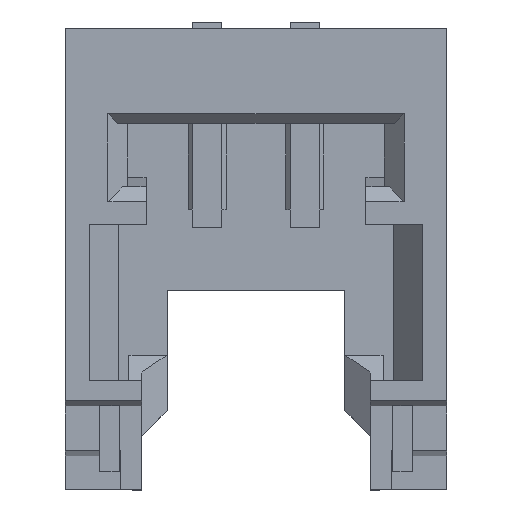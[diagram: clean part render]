
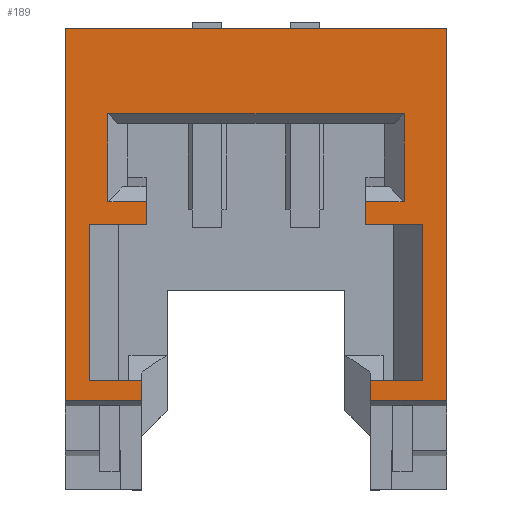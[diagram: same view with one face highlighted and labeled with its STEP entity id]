
A CAD part, top view. The second image highlights one B-rep face of the part: STEP entity #189.
In plain terms, the highlighted planar face has unit normal (0, 0, 1).
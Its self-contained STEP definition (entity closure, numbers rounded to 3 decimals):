
#47=FACE_OUTER_BOUND('',#478,.T.);
#189=ADVANCED_FACE('',(#47),#332,.T.);
#332=PLANE('',#2942);
#478=EDGE_LOOP('',(#692,#693,#694,#695,#696,#697,#698,#699,#700,#701,#702,
#703,#704,#705,#706,#707,#708,#709,#710,#711));
#692=ORIENTED_EDGE('',*,*,#1781,.T.);
#693=ORIENTED_EDGE('',*,*,#1782,.T.);
#694=ORIENTED_EDGE('',*,*,#1783,.F.);
#695=ORIENTED_EDGE('',*,*,#1784,.F.);
#696=ORIENTED_EDGE('',*,*,#1785,.F.);
#697=ORIENTED_EDGE('',*,*,#1786,.F.);
#698=ORIENTED_EDGE('',*,*,#1787,.F.);
#699=ORIENTED_EDGE('',*,*,#1788,.T.);
#700=ORIENTED_EDGE('',*,*,#1789,.T.);
#701=ORIENTED_EDGE('',*,*,#1790,.T.);
#702=ORIENTED_EDGE('',*,*,#1791,.T.);
#703=ORIENTED_EDGE('',*,*,#1792,.F.);
#704=ORIENTED_EDGE('',*,*,#1793,.F.);
#705=ORIENTED_EDGE('',*,*,#1794,.F.);
#706=ORIENTED_EDGE('',*,*,#1795,.F.);
#707=ORIENTED_EDGE('',*,*,#1796,.F.);
#708=ORIENTED_EDGE('',*,*,#1797,.F.);
#709=ORIENTED_EDGE('',*,*,#1798,.T.);
#710=ORIENTED_EDGE('',*,*,#1799,.T.);
#711=ORIENTED_EDGE('',*,*,#1800,.T.);
#1504=VERTEX_POINT('',#3935);
#1505=VERTEX_POINT('',#3936);
#1506=VERTEX_POINT('',#3938);
#1507=VERTEX_POINT('',#3940);
#1508=VERTEX_POINT('',#3942);
#1509=VERTEX_POINT('',#3944);
#1510=VERTEX_POINT('',#3946);
#1511=VERTEX_POINT('',#3948);
#1512=VERTEX_POINT('',#3950);
#1513=VERTEX_POINT('',#3952);
#1514=VERTEX_POINT('',#3954);
#1515=VERTEX_POINT('',#3956);
#1516=VERTEX_POINT('',#3958);
#1517=VERTEX_POINT('',#3960);
#1518=VERTEX_POINT('',#3962);
#1519=VERTEX_POINT('',#3964);
#1520=VERTEX_POINT('',#3966);
#1521=VERTEX_POINT('',#3968);
#1522=VERTEX_POINT('',#3970);
#1523=VERTEX_POINT('',#3972);
#1781=EDGE_CURVE('',#1504,#1505,#2192,.T.);
#1782=EDGE_CURVE('',#1505,#1506,#2193,.T.);
#1783=EDGE_CURVE('',#1507,#1506,#2194,.T.);
#1784=EDGE_CURVE('',#1508,#1507,#2195,.T.);
#1785=EDGE_CURVE('',#1509,#1508,#2196,.T.);
#1786=EDGE_CURVE('',#1510,#1509,#2197,.T.);
#1787=EDGE_CURVE('',#1511,#1510,#2198,.T.);
#1788=EDGE_CURVE('',#1511,#1512,#2199,.T.);
#1789=EDGE_CURVE('',#1512,#1513,#2200,.T.);
#1790=EDGE_CURVE('',#1513,#1514,#2201,.T.);
#1791=EDGE_CURVE('',#1514,#1515,#2202,.T.);
#1792=EDGE_CURVE('',#1516,#1515,#2203,.T.);
#1793=EDGE_CURVE('',#1517,#1516,#2204,.T.);
#1794=EDGE_CURVE('',#1518,#1517,#2205,.T.);
#1795=EDGE_CURVE('',#1519,#1518,#2206,.T.);
#1796=EDGE_CURVE('',#1520,#1519,#2207,.T.);
#1797=EDGE_CURVE('',#1521,#1520,#2208,.T.);
#1798=EDGE_CURVE('',#1521,#1522,#2209,.T.);
#1799=EDGE_CURVE('',#1522,#1523,#2210,.T.);
#1800=EDGE_CURVE('',#1523,#1504,#2211,.T.);
#2192=LINE('',#3934,#2599);
#2193=LINE('',#3937,#2600);
#2194=LINE('',#3939,#2601);
#2195=LINE('',#3941,#2602);
#2196=LINE('',#3943,#2603);
#2197=LINE('',#3945,#2604);
#2198=LINE('',#3947,#2605);
#2199=LINE('',#3949,#2606);
#2200=LINE('',#3951,#2607);
#2201=LINE('',#3953,#2608);
#2202=LINE('',#3955,#2609);
#2203=LINE('',#3957,#2610);
#2204=LINE('',#3959,#2611);
#2205=LINE('',#3961,#2612);
#2206=LINE('',#3963,#2613);
#2207=LINE('',#3965,#2614);
#2208=LINE('',#3967,#2615);
#2209=LINE('',#3969,#2616);
#2210=LINE('',#3971,#2617);
#2211=LINE('',#3973,#2618);
#2599=VECTOR('',#3172,1.);
#2600=VECTOR('',#3173,1.);
#2601=VECTOR('',#3174,1.);
#2602=VECTOR('',#3175,1.);
#2603=VECTOR('',#3176,1.);
#2604=VECTOR('',#3177,1.);
#2605=VECTOR('',#3178,1.);
#2606=VECTOR('',#3179,1.);
#2607=VECTOR('',#3180,1.);
#2608=VECTOR('',#3181,1.);
#2609=VECTOR('',#3182,1.);
#2610=VECTOR('',#3183,1.);
#2611=VECTOR('',#3184,1.);
#2612=VECTOR('',#3185,1.);
#2613=VECTOR('',#3186,1.);
#2614=VECTOR('',#3187,1.);
#2615=VECTOR('',#3188,1.);
#2616=VECTOR('',#3189,1.);
#2617=VECTOR('',#3190,1.);
#2618=VECTOR('',#3191,1.);
#2942=AXIS2_PLACEMENT_3D('',#3974,#3192,#3193);
#3172=DIRECTION('',(0.,-1.,0.));
#3173=DIRECTION('',(-1.,0.,0.));
#3174=DIRECTION('',(0.,1.,0.));
#3175=DIRECTION('',(-1.,0.,0.));
#3176=DIRECTION('',(0.,1.,0.));
#3177=DIRECTION('',(1.,0.,0.));
#3178=DIRECTION('',(0.,1.,0.));
#3179=DIRECTION('',(1.,0.,0.));
#3180=DIRECTION('',(0.,1.,0.));
#3181=DIRECTION('',(-1.,0.,0.));
#3182=DIRECTION('',(0.,-1.,0.));
#3183=DIRECTION('',(-1.,0.,0.));
#3184=DIRECTION('',(0.,-1.,0.));
#3185=DIRECTION('',(1.,0.,0.));
#3186=DIRECTION('',(0.,-1.,0.));
#3187=DIRECTION('',(-1.,0.,0.));
#3188=DIRECTION('',(0.,-1.,0.));
#3189=DIRECTION('',(-1.,0.,0.));
#3190=DIRECTION('',(0.,1.,0.));
#3191=DIRECTION('',(1.,0.,0.));
#3192=DIRECTION('',(0.,0.,1.));
#3193=DIRECTION('',(1.,0.,0.));
#3934=CARTESIAN_POINT('',(1.015,0.,1.18));
#3935=CARTESIAN_POINT('',(1.015,3.8,1.18));
#3936=CARTESIAN_POINT('',(1.015,2.9,1.18));
#3937=CARTESIAN_POINT('',(0.,2.9,1.18));
#3938=CARTESIAN_POINT('',(0.625,2.9,1.18));
#3939=CARTESIAN_POINT('',(0.625,3.15,1.18));
#3940=CARTESIAN_POINT('',(0.625,2.67,1.18));
#3941=CARTESIAN_POINT('',(0.625,2.67,1.18));
#3942=CARTESIAN_POINT('',(1.205,2.67,1.18));
#3943=CARTESIAN_POINT('',(1.205,2.67,1.18));
#3944=CARTESIAN_POINT('',(1.205,1.07,1.18));
#3945=CARTESIAN_POINT('',(1.205,1.07,1.18));
#3946=CARTESIAN_POINT('',(0.67,1.07,1.18));
#3947=CARTESIAN_POINT('',(0.67,-0.05,1.18));
#3948=CARTESIAN_POINT('',(0.67,0.86,1.18));
#3949=CARTESIAN_POINT('',(0.885,0.86,1.18));
#3950=CARTESIAN_POINT('',(1.45,0.86,1.18));
#3951=CARTESIAN_POINT('',(1.45,-0.05,1.18));
#3952=CARTESIAN_POINT('',(1.45,4.67,1.18));
#3953=CARTESIAN_POINT('',(1.45,4.67,1.18));
#3954=CARTESIAN_POINT('',(-2.45,4.67,1.18));
#3955=CARTESIAN_POINT('',(-2.45,4.67,1.18));
#3956=CARTESIAN_POINT('',(-2.45,0.86,1.18));
#3957=CARTESIAN_POINT('',(-1.885,0.86,1.18));
#3958=CARTESIAN_POINT('',(-1.67,0.86,1.18));
#3959=CARTESIAN_POINT('',(-1.67,1.07,1.18));
#3960=CARTESIAN_POINT('',(-1.67,1.07,1.18));
#3961=CARTESIAN_POINT('',(-1.41,1.07,1.18));
#3962=CARTESIAN_POINT('',(-2.205,1.07,1.18));
#3963=CARTESIAN_POINT('',(-2.205,1.07,1.18));
#3964=CARTESIAN_POINT('',(-2.205,2.67,1.18));
#3965=CARTESIAN_POINT('',(-2.205,2.67,1.18));
#3966=CARTESIAN_POINT('',(-1.625,2.67,1.18));
#3967=CARTESIAN_POINT('',(-1.625,2.67,1.18));
#3968=CARTESIAN_POINT('',(-1.625,2.9,1.18));
#3969=CARTESIAN_POINT('',(0.,2.9,1.18));
#3970=CARTESIAN_POINT('',(-2.015,2.9,1.18));
#3971=CARTESIAN_POINT('',(-2.015,0.,1.18));
#3972=CARTESIAN_POINT('',(-2.015,3.8,1.18));
#3973=CARTESIAN_POINT('',(0.,3.8,1.18));
#3974=CARTESIAN_POINT('',(0.,0.,1.18));
